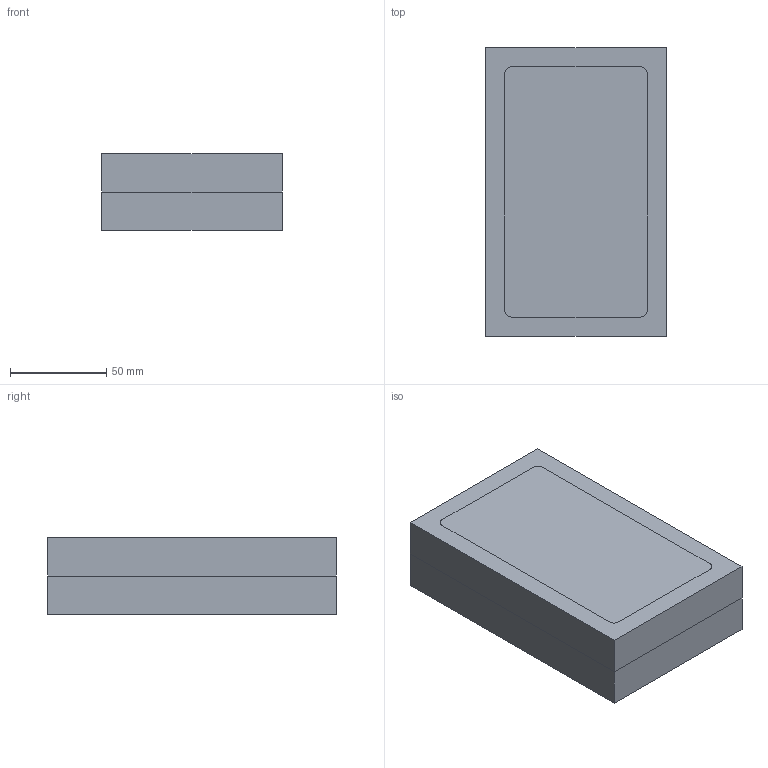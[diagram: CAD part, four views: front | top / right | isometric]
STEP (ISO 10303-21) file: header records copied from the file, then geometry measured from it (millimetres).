
FILE_DESCRIPTION(('FreeCAD Model'),'2;1');
FILE_NAME('Open CASCADE Shape Model','2022-04-03T03:27:20',(''),(''), 'Open CASCADE STEP processor 7.5','FreeCAD','Unknown');
FILE_SCHEMA(('AUTOMOTIVE_DESIGN { 1 0 10303 214 1 1 1 1 }'));
Length unit declared in the file: millimetre
Products named in the file (6): HandleTest1; CurvedArray; InsertVolume; Resin/Gas; Outside; Overbody With negative Registry
Assembly tree (5 placements, depth 2):
  HandleTest1
    CurvedArray
    InsertVolume
    Resin/Gas
    Outside
    Overbody With negative Registry
Bounding box: 94 x 150 x 40 mm (x, y, z)
Volume: 451162.9 mm3; surface area: 97461.1 mm2
Topology: 5 solids, 5 shells, 48 faces, 108 edges, 72 vertices
Faces by surface type: plane 32, cylinder 10, bspline 6
Full cylindrical faces by diameter (mm): 3 x1, 10 x1
Entity records: 3388 total; most frequent: CARTESIAN_POINT 1074, DIRECTION 400, LINE 254, VECTOR 254, ORIENTED_EDGE 216, PCURVE 216, DEFINITIONAL_REPRESENTATION 216, EDGE_CURVE 108
